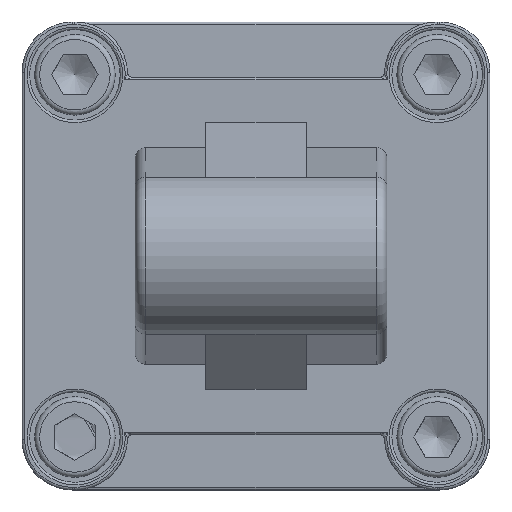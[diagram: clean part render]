
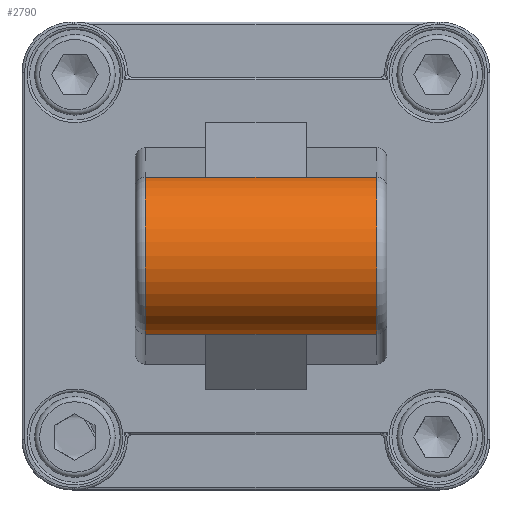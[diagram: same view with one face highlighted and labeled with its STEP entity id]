
A CAD part, top view. The second image highlights one B-rep face of the part: STEP entity #2790.
In plain terms, the highlighted cylindrical face has radius 16 mm (diameter 32 mm), a partial arc.
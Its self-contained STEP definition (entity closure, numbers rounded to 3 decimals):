
#269=LINE('',#4828,#438);
#271=LINE('',#4832,#440);
#272=LINE('',#4834,#441);
#273=LINE('',#4836,#442);
#274=LINE('',#4840,#443);
#275=LINE('',#4841,#444);
#438=VECTOR('',#3703,10.);
#440=VECTOR('',#3707,10.);
#441=VECTOR('',#3708,10.);
#442=VECTOR('',#3709,10.);
#443=VECTOR('',#3712,10.);
#444=VECTOR('',#3713,10.);
#556=CYLINDRICAL_SURFACE('',#3083,16.);
#652=FACE_OUTER_BOUND('',#829,.T.);
#829=EDGE_LOOP('',(#2143,#2144,#2145,#2146,#2147,#2148,#2149,#2150));
#1022=CIRCLE('',#3080,16.);
#1023=CIRCLE('',#3084,16.);
#1237=VERTEX_POINT('',#4817);
#1238=VERTEX_POINT('',#4821);
#1239=VERTEX_POINT('',#4827);
#1240=VERTEX_POINT('',#4831);
#1241=VERTEX_POINT('',#4833);
#1242=VERTEX_POINT('',#4835);
#1243=VERTEX_POINT('',#4837);
#1244=VERTEX_POINT('',#4839);
#1570=EDGE_CURVE('',#1237,#1238,#1022,.T.);
#1572=EDGE_CURVE('',#1239,#1238,#269,.T.);
#1574=EDGE_CURVE('',#1240,#1237,#271,.T.);
#1575=EDGE_CURVE('',#1241,#1240,#272,.T.);
#1576=EDGE_CURVE('',#1242,#1241,#273,.T.);
#1577=EDGE_CURVE('',#1243,#1242,#1023,.T.);
#1578=EDGE_CURVE('',#1243,#1244,#274,.T.);
#1579=EDGE_CURVE('',#1244,#1239,#275,.T.);
#2143=ORIENTED_EDGE('',*,*,#1570,.F.);
#2144=ORIENTED_EDGE('',*,*,#1574,.F.);
#2145=ORIENTED_EDGE('',*,*,#1575,.F.);
#2146=ORIENTED_EDGE('',*,*,#1576,.F.);
#2147=ORIENTED_EDGE('',*,*,#1577,.F.);
#2148=ORIENTED_EDGE('',*,*,#1578,.T.);
#2149=ORIENTED_EDGE('',*,*,#1579,.T.);
#2150=ORIENTED_EDGE('',*,*,#1572,.T.);
#2790=ADVANCED_FACE('',(#652),#556,.T.);
#3080=AXIS2_PLACEMENT_3D('',#4823,#3696,#3697);
#3083=AXIS2_PLACEMENT_3D('',#4830,#3705,#3706);
#3084=AXIS2_PLACEMENT_3D('',#4838,#3710,#3711);
#3696=DIRECTION('center_axis',(1.,0.,0.));
#3697=DIRECTION('ref_axis',(0.,0.,
1.));
#3703=DIRECTION('',(1.,0.,0.));
#3705=DIRECTION('center_axis',(1.,0.,0.));
#3706=DIRECTION('ref_axis',(0.,-0.974,0.225));
#3707=DIRECTION('',(1.,0.,0.));
#3708=DIRECTION('',(1.,0.,0.));
#3709=DIRECTION('',(1.,0.,0.));
#3710=DIRECTION('center_axis',(-1.,0.,0.));
#3711=DIRECTION('ref_axis',(0.,0.,
1.));
#3712=DIRECTION('',(1.,0.,0.));
#3713=DIRECTION('',(1.,0.,0.));
#4817=CARTESIAN_POINT('',(23.,15.59,39.599));
#4821=CARTESIAN_POINT('',(23.,-15.59,39.599));
#4823=CARTESIAN_POINT('Origin',(23.,0.,36.));
#4827=CARTESIAN_POINT('',(9.,-15.59,39.599));
#4828=CARTESIAN_POINT('',(-25.,-15.59,39.599));
#4830=CARTESIAN_POINT('Origin',(-25.,0.,36.));
#4831=CARTESIAN_POINT('',(9.,15.59,39.599));
#4832=CARTESIAN_POINT('',(-25.,15.59,39.599));
#4833=CARTESIAN_POINT('',(-11.,15.59,39.599));
#4834=CARTESIAN_POINT('',(-25.,15.59,39.599));
#4835=CARTESIAN_POINT('',(-23.,15.59,39.599));
#4836=CARTESIAN_POINT('',(-25.,15.59,39.599));
#4837=CARTESIAN_POINT('',(-23.,-15.59,39.599));
#4838=CARTESIAN_POINT('Origin',(-23.,0.,36.));
#4839=CARTESIAN_POINT('',(-11.,-15.59,39.599));
#4840=CARTESIAN_POINT('',(-25.,-15.59,39.599));
#4841=CARTESIAN_POINT('',(-25.,-15.59,39.599));
